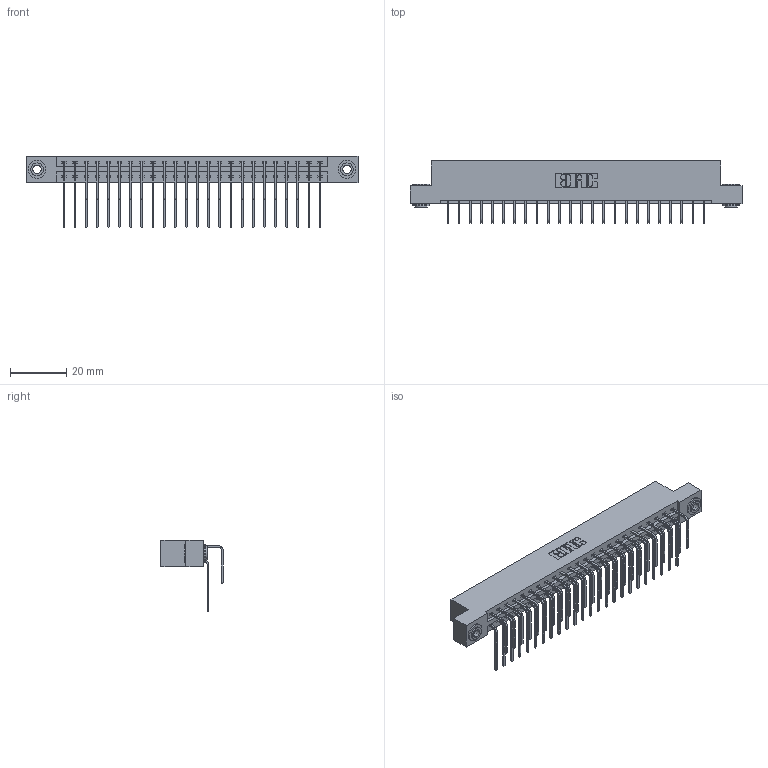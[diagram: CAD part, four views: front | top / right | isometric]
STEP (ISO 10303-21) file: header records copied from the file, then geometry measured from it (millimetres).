
FILE_DESCRIPTION (( 'STEP AP203' ), '1' );
FILE_NAME ('387-048-558-203.STEP', '2019-10-18T10:40:55', ( '' ), ( '' ), 'SwSTEP 2.0', 'SolidWorks 2016', '' );
FILE_SCHEMA (( 'CONFIG_CONTROL_DESIGN' ));
Length unit declared in the file: inch
Products named in the file (5): 387-048-558-203; 345-250-002_345-250-002-102; 345-292-001_558 559 Tail - 1; 345-292-001_558 Tail - 2; 337 Part_Flush Mounting Lugs - 0.156 Dia-TH
Assembly tree (51 placements, depth 2):
  387-048-558-203
    337 Part_Flush Mounting Lugs - 0.156 Dia-TH
    345-292-001_558 559 Tail - 1  x24
    345-292-001_558 Tail - 2  x24
    345-250-002_345-250-002-102  x2
Bounding box: 118.11 x 22.17 x 25.53 mm (x, y, z)
Volume: 12504.1 mm3; surface area: 15575.8 mm2
Topology: 51 solids, 51 shells, 2840 faces, 8403 edges, 5534 vertices
Faces by surface type: plane 2000, cylinder 832, cone 8
Entity records: 23370 total; most frequent: CARTESIAN_POINT 3972, ORIENTED_EDGE 3850, DIRECTION 3427, EDGE_CURVE 1925, VECTOR 1733, LINE 1733, VERTEX_POINT 1278, AXIS2_PLACEMENT_3D 847
